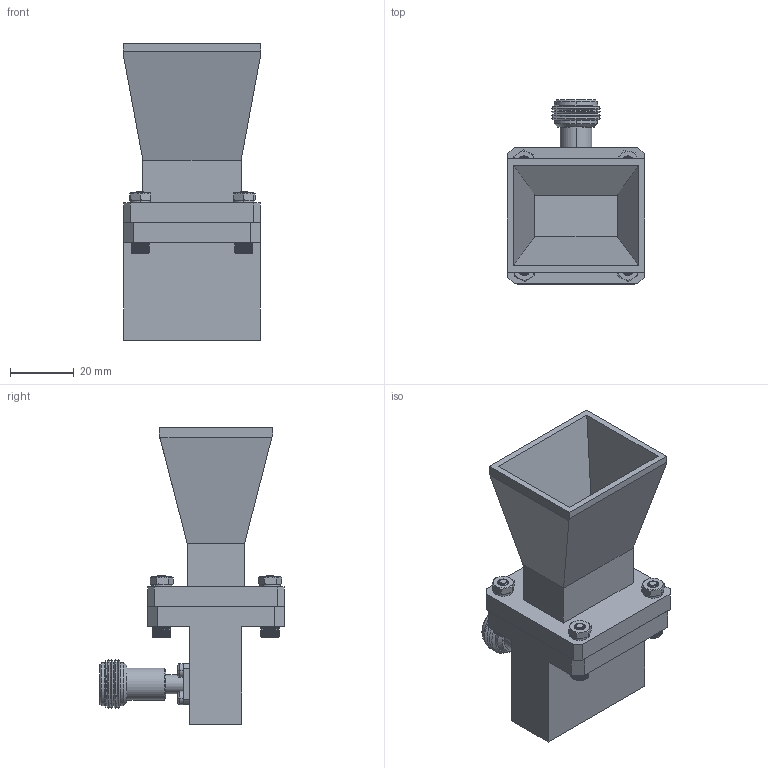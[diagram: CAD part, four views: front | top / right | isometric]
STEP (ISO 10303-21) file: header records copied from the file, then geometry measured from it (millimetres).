
FILE_DESCRIPTION (( 'STEP AP214' ), '1' );
FILE_NAME ('FMWAN102-10NF_3D.STEP', '2022-02-03T14:58:06', ( '' ), ( '' ), 'SwSTEP 2.0', 'SolidWorks 2021', '' );
FILE_SCHEMA (( 'AUTOMOTIVE_DESIGN' ));
Length unit declared in the file: inch
Products named in the file (11): Copy of PE9802_CON^PE9802; Copy of 112-N-PANEL^Copy of PE9802_CON_PE9802; PEWAN102-10; Copy of 06142-con screw^Copy of PE9802_CON_PE9802; Copy of 112-N^Copy of PE9802_CON_PE9802; 6-32SH-HXx.625_92196A150; PE9802; 6-LW; 6-32HN-NARROW_90730A007; Copy of PE9802_Body2^PE9802; FMWAN102-10NF_3D
Assembly tree (22 placements, depth 4):
  FMWAN102-10NF_3D
    6-32HN-NARROW_90730A007  x4
    6-32SH-HXx.625_92196A150  x4
    6-LW  x4
    PE9802
      Copy of PE9802_CON^PE9802
        Copy of 06142-con screw^Copy of PE9802_CON_PE9802  x4
        Copy of 112-N-PANEL^Copy of PE9802_CON_PE9802
        Copy of 112-N^Copy of PE9802_CON_PE9802
      Copy of PE9802_Body2^PE9802
    PEWAN102-10
Bounding box: 43.27 x 57.83 x 93.1 mm (x, y, z)
Volume: 48355.5 mm3; surface area: 31849.7 mm2
Topology: 20 solids, 20 shells, 1567 faces, 3870 edges, 2363 vertices
Faces by surface type: plane 693, cylinder 446, cone 400, bspline 28
Entity records: 19384 total; most frequent: CARTESIAN_POINT 6537, ORIENTED_EDGE 2486, DIRECTION 2080, EDGE_CURVE 1243, AXIS2_PLACEMENT_3D 781, VERTEX_POINT 770, EDGE_LOOP 545, LINE 518
